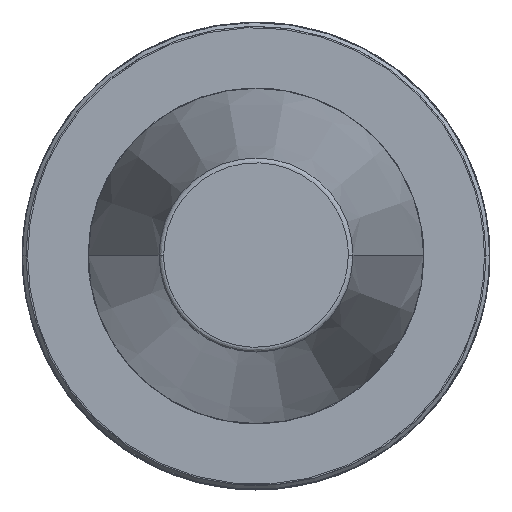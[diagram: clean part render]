
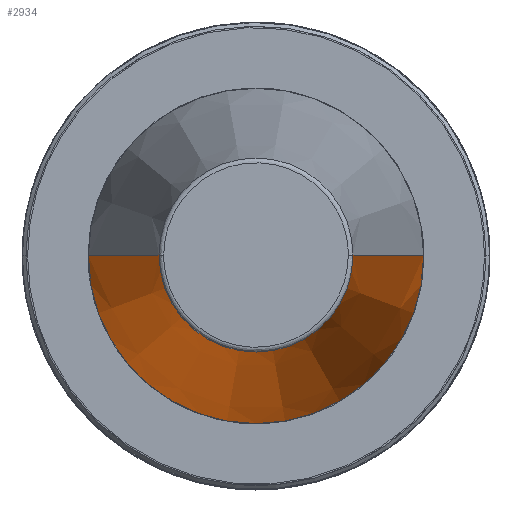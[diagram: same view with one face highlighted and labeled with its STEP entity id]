
A CAD part, top view. The second image highlights one B-rep face of the part: STEP entity #2934.
In plain terms, the highlighted conical face has half-angle 8.297 degrees and reference radius 34.925 mm.
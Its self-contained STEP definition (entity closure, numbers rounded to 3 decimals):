
#72 = CARTESIAN_POINT ( 'NONE',  ( 0., 0., 0. ) ) ;
#294 = CONICAL_SURFACE ( 'NONE', #3702, 34.925, 0.145 ) ;
#378 = DIRECTION ( 'NONE',  ( -1., 0., 0. ) ) ;
#500 = VERTEX_POINT ( 'NONE', #2207 ) ;
#513 = EDGE_CURVE ( 'NONE', #1379, #4193, #1743, .T. ) ;
#630 = LINE ( 'NONE', #4962, #4385 ) ;
#978 = DIRECTION ( 'NONE',  ( 0., 0., -1. ) ) ;
#1033 = DIRECTION ( 'NONE',  ( 0., 0., -1. ) ) ;
#1166 = EDGE_LOOP ( 'NONE', ( #3206, #1440, #1237, #2269 ) ) ;
#1196 = CIRCLE ( 'NONE', #1844, 20.211 ) ;
#1237 = ORIENTED_EDGE ( 'NONE', *, *, #3430, .T. ) ;
#1379 = VERTEX_POINT ( 'NONE', #2699 ) ;
#1440 = ORIENTED_EDGE ( 'NONE', *, *, #4122, .T. ) ;
#1682 = DIRECTION ( 'NONE',  ( 0.144, 0., -0.99 ) ) ;
#1743 = LINE ( 'NONE', #2246, #1751 ) ;
#1751 = VECTOR ( 'NONE', #1682, 1000. ) ;
#1844 = AXIS2_PLACEMENT_3D ( 'NONE', #3543, #1033, #3870 ) ;
#2207 = CARTESIAN_POINT ( 'NONE',  ( -34.925, 0., 0. ) ) ;
#2246 = CARTESIAN_POINT ( 'NONE',  ( 34.925, 0., 0. ) ) ;
#2269 = ORIENTED_EDGE ( 'NONE', *, *, #2720, .T. ) ;
#2699 = CARTESIAN_POINT ( 'NONE',  ( 20.211, 0., 100.894 ) ) ;
#2720 = EDGE_CURVE ( 'NONE', #500, #4193, #4009, .T. ) ;
#2934 = ADVANCED_FACE ( 'NONE', ( #3293 ), #294, .T. ) ;
#3206 = ORIENTED_EDGE ( 'NONE', *, *, #513, .F. ) ;
#3293 = FACE_OUTER_BOUND ( 'NONE', #1166, .T. ) ;
#3301 = AXIS2_PLACEMENT_3D ( 'NONE', #4199, #4449, #378 ) ;
#3430 = EDGE_CURVE ( 'NONE', #3680, #500, #630, .T. ) ;
#3543 = CARTESIAN_POINT ( 'NONE',  ( 0., 0., 100.894 ) ) ;
#3680 = VERTEX_POINT ( 'NONE', #4190 ) ;
#3702 = AXIS2_PLACEMENT_3D ( 'NONE', #72, #978, #4294 ) ;
#3870 = DIRECTION ( 'NONE',  ( -1., 0., 0. ) ) ;
#4009 = CIRCLE ( 'NONE', #3301, 34.925 ) ;
#4122 = EDGE_CURVE ( 'NONE', #1379, #3680, #1196, .T. ) ;
#4190 = CARTESIAN_POINT ( 'NONE',  ( -20.211, 0., 100.894 ) ) ;
#4193 = VERTEX_POINT ( 'NONE', #4512 ) ;
#4199 = CARTESIAN_POINT ( 'NONE',  ( 0., 0., 0. ) ) ;
#4294 = DIRECTION ( 'NONE',  ( -1., 0., 0. ) ) ;
#4385 = VECTOR ( 'NONE', #4980, 1000. ) ;
#4449 = DIRECTION ( 'NONE',  ( 0., 0., 1. ) ) ;
#4512 = CARTESIAN_POINT ( 'NONE',  ( 34.925, 0., 0. ) ) ;
#4962 = CARTESIAN_POINT ( 'NONE',  ( -34.925, 0., 0. ) ) ;
#4980 = DIRECTION ( 'NONE',  ( -0.144, 0., -0.99 ) ) ;
